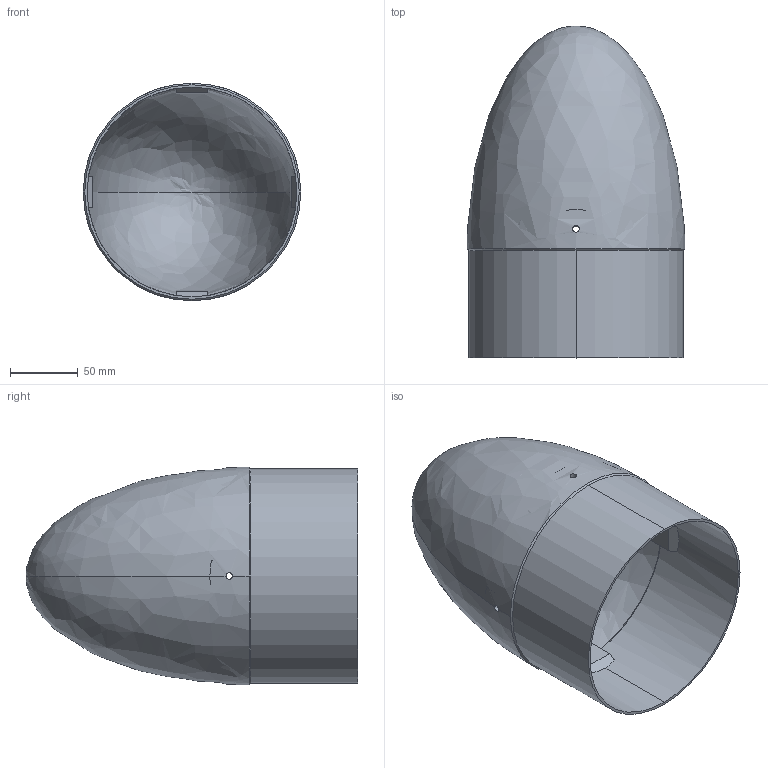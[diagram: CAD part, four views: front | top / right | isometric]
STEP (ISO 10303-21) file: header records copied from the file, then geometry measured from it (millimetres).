
FILE_DESCRIPTION (( 'STEP AP214' ), '1' );
FILE_NAME ('NoseconeHoles.STEP', '2024-03-07T01:15:16', ( '' ), ( '' ), 'SwSTEP 2.0', 'SolidWorks 2023', '' );
FILE_SCHEMA (( 'AUTOMOTIVE_DESIGN' ));
Length unit declared in the file: inch
Products named in the file (1): NoseconeHoles
Bounding box: 161.04 x 245.62 x 161.04 mm (x, y, z)
Volume: 195428.4 mm3; surface area: 222633.4 mm2
Topology: 1 solids, 1 shells, 47 faces, 136 edges, 86 vertices
Faces by surface type: plane 25, cylinder 12, cone 6, bspline 4
Entity records: 1869 total; most frequent: CARTESIAN_POINT 708, ORIENTED_EDGE 264, DIRECTION 200, EDGE_CURVE 132, VERTEX_POINT 86, AXIS2_PLACEMENT_3D 70, VECTOR 60, LINE 60
